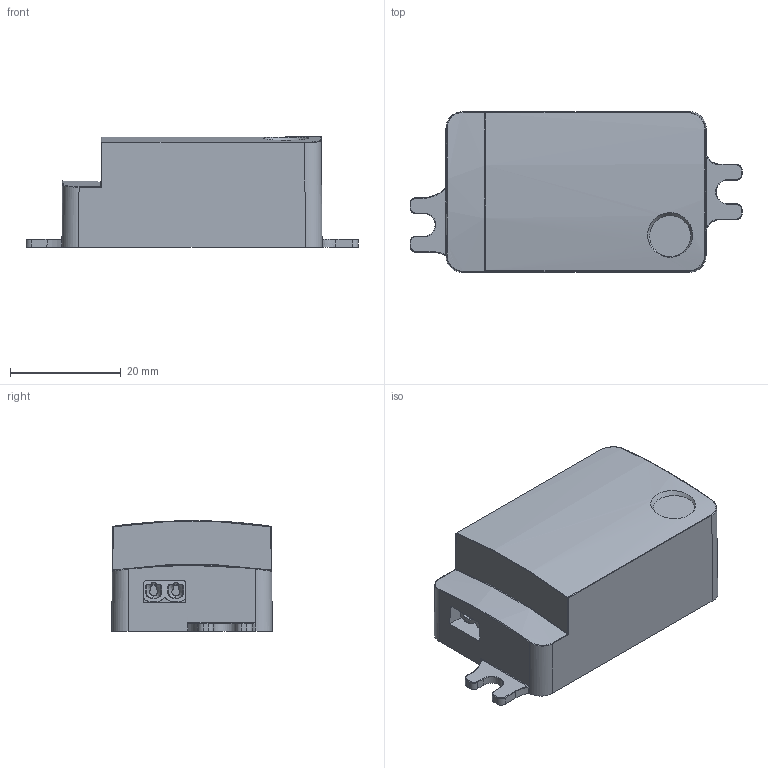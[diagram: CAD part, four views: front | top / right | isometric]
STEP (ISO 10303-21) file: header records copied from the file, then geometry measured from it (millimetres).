
FILE_DESCRIPTION(/* description */ (''),/* implementation_level */ '2;1');
FILE_NAME(/* name */ 'SENSOTEC-EXTENSION-NET.stp',/* time_stamp */ '2021-04-16T10:34:17+02:00',/* author */ (''),/* organization */ (''),/* preprocessor_version */ 'ST-DEVELOPER v16.7',/* originating_system */ 'SIEMENS PLM Software NX 1907',/* authorisation */ '');
FILE_SCHEMA (('AUTOMOTIVE_DESIGN { 1 0 10303 214 3 1 1 1 }'));
Length unit declared in the file: millimetre
Products named in the file (1): SENSOTEC-EXTENSION-NET
Bounding box: 59.97 x 29 x 19.99 mm (x, y, z)
Volume: 24818.8 mm3; surface area: 5809.2 mm2
Topology: 1 solids, 1 shells, 218 faces, 541 edges, 338 vertices
Faces by surface type: plane 76, cylinder 61, extrusion 36, bspline 30, torus 10, cone 3, sphere 2
Entity records: 10466 total; most frequent: CARTESIAN_POINT 4783, ORIENTED_EDGE 1064, DIRECTION 845, EDGE_CURVE 532, VERTEX_POINT 337, VECTOR 289, AXIS2_PLACEMENT_3D 278, LINE 253
